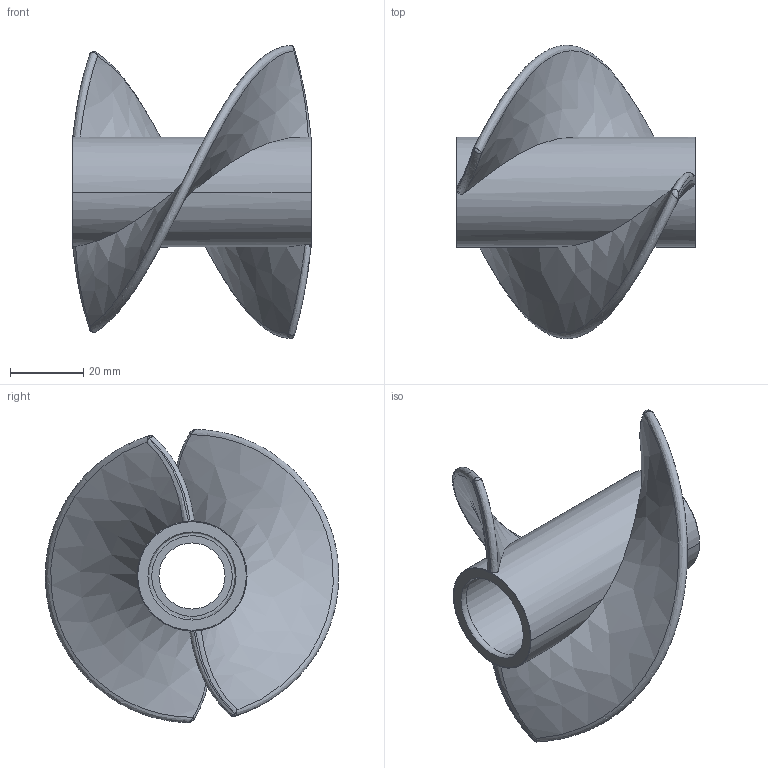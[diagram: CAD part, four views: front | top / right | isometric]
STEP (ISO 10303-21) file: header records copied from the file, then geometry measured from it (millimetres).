
FILE_DESCRIPTION(/* description */ (''),/* implementation_level */ '2;1');
FILE_NAME(/* name */ 'Rotor.stp',/* time_stamp */ '2025-09-16T09:50:45+02:00',/* author */ ('brodaric'),/* organization */ (''),/* preprocessor_version */ 'ST-DEVELOPER v20',/* originating_system */ 'Autodesk Inventor 2025',/* authorisation */ '');
FILE_SCHEMA (('AUTOMOTIVE_DESIGN { 1 0 10303 214 3 1 1 }'));
Length unit declared in the file: millimetre
Products named in the file (1): Rotor
Bounding box: 65 x 79.99 x 79.96 mm (x, y, z)
Volume: 38557.3 mm3; surface area: 21878.8 mm2
Topology: 1 solids, 1 shells, 45 faces, 109 edges, 64 vertices
Faces by surface type: bspline 27, cylinder 9, plane 8, torus 1
Full cylindrical faces by diameter (mm): 3 x1, 18 x1, 22 x2, 24 x1
Entity records: 3982 total; most frequent: CARTESIAN_POINT 3091, ORIENTED_EDGE 206, DIRECTION 113, EDGE_CURVE 103, VERTEX_POINT 64, B_SPLINE_CURVE_WITH_KNOTS 59, AXIS2_PLACEMENT_3D 53, EDGE_LOOP 51
